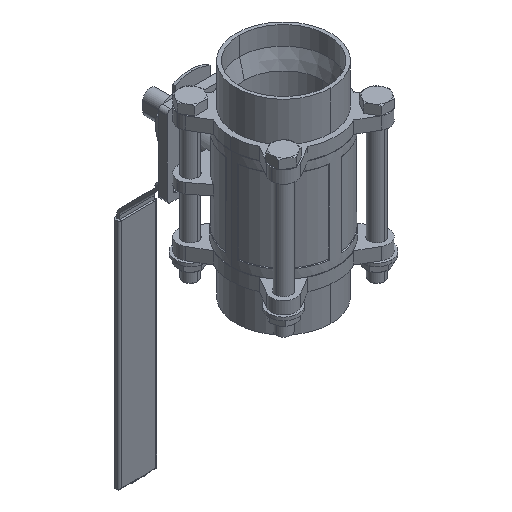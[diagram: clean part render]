
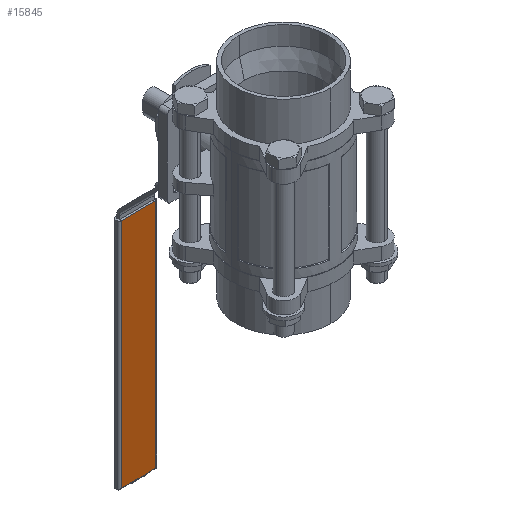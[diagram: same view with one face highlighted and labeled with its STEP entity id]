
A CAD part, isometric view. The second image highlights one B-rep face of the part: STEP entity #15845.
In plain terms, the highlighted planar face has unit normal (0, -1, 0).
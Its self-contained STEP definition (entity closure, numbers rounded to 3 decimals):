
#636 = AXIS2_PLACEMENT_3D ( 'NONE', #19883, #19884, #19885 ) ;
#2583 = CARTESIAN_POINT ( 'NONE',  ( 14., 41.5, -80.699 ) ) ;
#2591 = CARTESIAN_POINT ( 'NONE',  ( -14., 41.5, -266.417 ) ) ;
#2609 = CARTESIAN_POINT ( 'NONE',  ( 14., 41.5, -266.417 ) ) ;
#2610 = CARTESIAN_POINT ( 'NONE',  ( -14., 41.5, -80.699 ) ) ;
#3490 = EDGE_CURVE ( 'NONE', #3877, #3904, #17086, .T. ) ;
#3496 = EDGE_CURVE ( 'NONE', #3885, #3903, #17087, .T. ) ;
#3504 = EDGE_CURVE ( 'NONE', #3904, #3885, #17101, .T. ) ;
#3505 = EDGE_CURVE ( 'NONE', #3903, #3877, #17103, .T. ) ;
#3877 = VERTEX_POINT ( 'NONE', #2583 ) ;
#3885 = VERTEX_POINT ( 'NONE', #2591 ) ;
#3903 = VERTEX_POINT ( 'NONE', #2609 ) ;
#3904 = VERTEX_POINT ( 'NONE', #2610 ) ;
#4978 = ORIENTED_EDGE ( 'NONE', *, *, #3496, .T. ) ;
#4979 = ORIENTED_EDGE ( 'NONE', *, *, #3505, .T. ) ;
#5288 = ORIENTED_EDGE ( 'NONE', *, *, #3490, .T. ) ;
#5289 = ORIENTED_EDGE ( 'NONE', *, *, #3504, .T. ) ;
#6389 = EDGE_LOOP ( 'NONE', ( #5288, #5289, #4978, #4979 ) ) ;
#10607 = AXIS2_PLACEMENT_3D ( 'NONE', #13414, #13419, #13420 ) ;
#12205 = FACE_OUTER_BOUND ( 'NONE', #6389, .T. ) ;
#13414 = CARTESIAN_POINT ( 'NONE',  ( 14., 41.5, -79.199 ) ) ;
#13415 = PLANE ( 'NONE',  #10607 ) ;
#13419 = DIRECTION ( 'NONE',  ( 0., 1., 0. ) ) ;
#13420 = DIRECTION ( 'NONE',  ( 0., 0., 1. ) ) ;
#15845 = ADVANCED_FACE ( 'NONE', ( #12205 ), #13415, .F. ) ;
#17086 = LINE ( 'NONE', #19853, #17088 ) ;
#17087 = CIRCLE ( 'NONE', #636, 180.989 ) ;
#17088 = VECTOR ( 'NONE', #19848, 1000. ) ;
#17101 = LINE ( 'NONE', #19926, #17104 ) ;
#17103 = LINE ( 'NONE', #19928, #17106 ) ;
#17104 = VECTOR ( 'NONE', #19927, 1000. ) ;
#17106 = VECTOR ( 'NONE', #19929, 1000. ) ;
#19848 = DIRECTION ( 'NONE',  ( -1., 0., 0. ) ) ;
#19853 = CARTESIAN_POINT ( 'NONE',  ( 15.5, 41.5, -80.699 ) ) ;
#19883 = CARTESIAN_POINT ( 'NONE',  ( 0., 41.5, -85.971 ) ) ;
#19884 = DIRECTION ( 'NONE',  ( 0., -1., 0. ) ) ;
#19885 = DIRECTION ( 'NONE',  ( 0., 0., 1. ) ) ;
#19926 = CARTESIAN_POINT ( 'NONE',  ( -14., 41.5, -267.8 ) ) ;
#19927 = DIRECTION ( 'NONE',  ( 0., 0., -1. ) ) ;
#19928 = CARTESIAN_POINT ( 'NONE',  ( 14., 41.5, -80.699 ) ) ;
#19929 = DIRECTION ( 'NONE',  ( 0., 0., 1. ) ) ;
